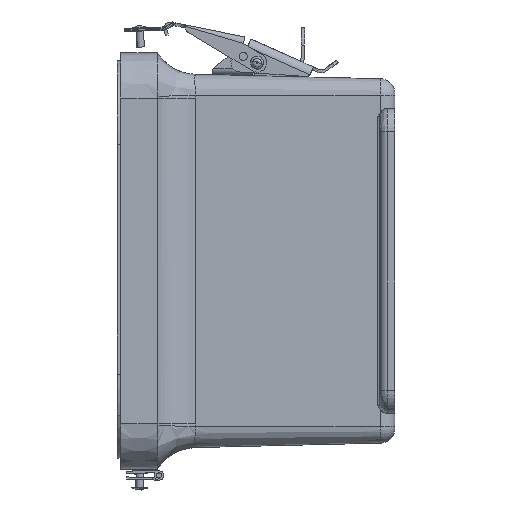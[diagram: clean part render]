
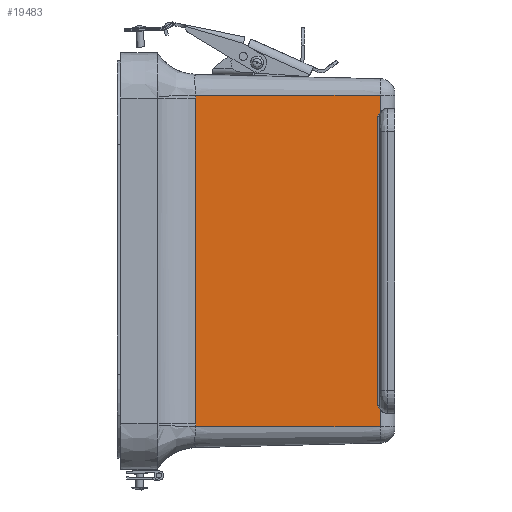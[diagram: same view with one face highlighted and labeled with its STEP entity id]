
A CAD part, left-side view. The second image highlights one B-rep face of the part: STEP entity #19483.
In plain terms, the highlighted face is planar.
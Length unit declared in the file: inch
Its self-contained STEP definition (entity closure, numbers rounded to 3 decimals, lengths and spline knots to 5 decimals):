
#352 = PLANE ( 'NONE',  #28921 ) ;
#1351 = VERTEX_POINT ( 'NONE', #19379 ) ;
#1651 = CARTESIAN_POINT ( 'NONE',  ( 3.99192, -2.71875, 4.25597 ) ) ;
#2503 = EDGE_CURVE ( 'NONE', #30742, #1351, #25664, .T. ) ;
#3117 = VERTEX_POINT ( 'NONE', #25062 ) ;
#3608 = CARTESIAN_POINT ( 'NONE',  ( 3.99242, 2.40782, 4.23514 ) ) ;
#3852 = CARTESIAN_POINT ( 'NONE',  ( 3.99228, 2.418, 4.24111 ) ) ;
#4344 = CARTESIAN_POINT ( 'NONE',  ( 3.992, 2.43499, 4.25244 ) ) ;
#4632 = ORIENTED_EDGE ( 'NONE', *, *, #45789, .T. ) ;
#4688 = B_SPLINE_CURVE_WITH_KNOTS ( 'NONE', 3,
 ( #22960, #4344, #15787, #3852, #27147, #34241, #12294, #41131, #11530, #3608, #41636, #18762, #26646 ),
 .UNSPECIFIED., .F., .F.,
 ( 4, 1, 1, 1, 1, 1, 2, 2, 4 ),
 ( 0., 0.25, 0.375, 0.4375, 0.46875, 0.48437, 0.49219, 0.5, 1. ),
 .UNSPECIFIED. ) ;
#5109 = CARTESIAN_POINT ( 'NONE',  ( 4.06428, 2.71875, 1.22687 ) ) ;
#5252 = LINE ( 'NONE', #32439, #42572 ) ;
#5370 = CARTESIAN_POINT ( 'NONE',  ( 4.06427, -2.67477, 1.2274 ) ) ;
#5633 = DIRECTION ( 'NONE',  ( 0., 1., 0. ) ) ;
#6364 = B_SPLINE_CURVE_WITH_KNOTS ( 'NONE', 3,
 ( #31366, #42914, #46376, #11825, #38244, #46622, #30878, #46139, #24227, #35504, #12830, #38482, #45885 ),
 .UNSPECIFIED., .F., .F.,
 ( 4, 1, 1, 1, 1, 1, 2, 2, 4 ),
 ( 0., 0.25, 0.375, 0.4375, 0.46875, 0.48438, 0.49219, 0.5, 1. ),
 .UNSPECIFIED. ) ;
#6842 = B_SPLINE_CURVE_WITH_KNOTS ( 'NONE', 3,
 ( #5109, #11806, #12310, #31347 ),
 .UNSPECIFIED., .F., .F.,
 ( 4, 4 ),
 ( 0., 1. ),
 .UNSPECIFIED. ) ;
#7047 = DIRECTION ( 'NONE',  ( 0.024, 0., -1. ) ) ;
#8014 = FACE_OUTER_BOUND ( 'NONE', #22049, .T. ) ;
#8864 = CARTESIAN_POINT ( 'NONE',  ( 3.99283, 2.71875, 4.218 ) ) ;
#9411 = EDGE_CURVE ( 'NONE', #45781, #26371, #46887, .T. ) ;
#9703 = DIRECTION ( 'NONE',  ( 0., 1., 0. ) ) ;
#9708 = VECTOR ( 'NONE', #5633, 39.37008 ) ;
#10877 = ORIENTED_EDGE ( 'NONE', *, *, #17892, .T. ) ;
#11071 = CARTESIAN_POINT ( 'NONE',  ( 3.99192, 2.71875, 4.25597 ) ) ;
#11530 = CARTESIAN_POINT ( 'NONE',  ( 3.99241, 2.40808, 4.23529 ) ) ;
#11565 = CARTESIAN_POINT ( 'NONE',  ( 3.99283, 2.375, 4.218 ) ) ;
#11806 = CARTESIAN_POINT ( 'NONE',  ( 4.06427, 2.7041, 1.22722 ) ) ;
#11825 = CARTESIAN_POINT ( 'NONE',  ( 3.99251, -2.40047, 4.23109 ) ) ;
#12153 = LINE ( 'NONE', #30706, #9708 ) ;
#12294 = CARTESIAN_POINT ( 'NONE',  ( 3.9924, 2.40903, 4.23583 ) ) ;
#12310 = CARTESIAN_POINT ( 'NONE',  ( 4.06427, 2.68944, 1.2274 ) ) ;
#12830 = CARTESIAN_POINT ( 'NONE',  ( 3.99226, -2.41985, 4.24194 ) ) ;
#13495 = CARTESIAN_POINT ( 'NONE',  ( 4.06427, -2.67477, 1.2274 ) ) ;
#13623 = EDGE_CURVE ( 'NONE', #31441, #45781, #4688, .T. ) ;
#13652 = DIRECTION ( 'NONE',  ( -0.024, 0., 1. ) ) ;
#15507 = DIRECTION ( 'NONE',  ( 0.024, 0., -1. ) ) ;
#15787 = CARTESIAN_POINT ( 'NONE',  ( 3.99213, 2.42762, 4.24718 ) ) ;
#16340 = CARTESIAN_POINT ( 'NONE',  ( 4.06427, -2.7041, 1.22722 ) ) ;
#16356 = CARTESIAN_POINT ( 'NONE',  ( 3.99192, -2.43951, 4.25597 ) ) ;
#16673 = VERTEX_POINT ( 'NONE', #42851 ) ;
#17057 = EDGE_CURVE ( 'NONE', #16673, #25688, #28725, .T. ) ;
#17747 = CARTESIAN_POINT ( 'NONE',  ( 4.06427, 2.71875, 1.2274 ) ) ;
#17892 = EDGE_CURVE ( 'NONE', #39398, #3117, #22672, .T. ) ;
#18459 = DIRECTION ( 'NONE',  ( 0., 1., 0. ) ) ;
#18762 = CARTESIAN_POINT ( 'NONE',  ( 3.99266, 2.38944, 4.22522 ) ) ;
#19227 = ORIENTED_EDGE ( 'NONE', *, *, #17057, .T. ) ;
#19379 = CARTESIAN_POINT ( 'NONE',  ( 4.06428, -2.71875, 1.22687 ) ) ;
#19447 = DIRECTION ( 'NONE',  ( 1., 0., 0.024 ) ) ;
#19483 = ADVANCED_FACE ( 'NONE', ( #8014 ), #352, .T. ) ;
#21721 = CARTESIAN_POINT ( 'NONE',  ( 4.09351, -2.71875, 0.00299 ) ) ;
#21826 = VERTEX_POINT ( 'NONE', #16356 ) ;
#22049 = EDGE_LOOP ( 'NONE', ( #23105, #4632, #23920, #26725, #45924, #10877, #42462, #19227, #30485, #31456 ) ) ;
#22610 = EDGE_CURVE ( 'NONE', #31441, #25688, #5252, .T. ) ;
#22672 = LINE ( 'NONE', #17747, #40419 ) ;
#22960 = CARTESIAN_POINT ( 'NONE',  ( 3.99192, 2.43951, 4.25597 ) ) ;
#23105 = ORIENTED_EDGE ( 'NONE', *, *, #9411, .T. ) ;
#23920 = ORIENTED_EDGE ( 'NONE', *, *, #30109, .F. ) ;
#23974 = CARTESIAN_POINT ( 'NONE',  ( 4.06427, -2.68944, 1.2274 ) ) ;
#24227 = CARTESIAN_POINT ( 'NONE',  ( 3.99242, -2.40747, 4.23494 ) ) ;
#25062 = CARTESIAN_POINT ( 'NONE',  ( 4.06427, 2.67477, 1.2274 ) ) ;
#25664 = LINE ( 'NONE', #21721, #44220 ) ;
#25688 = VERTEX_POINT ( 'NONE', #11071 ) ;
#26371 = VERTEX_POINT ( 'NONE', #46004 ) ;
#26646 = CARTESIAN_POINT ( 'NONE',  ( 3.99283, 2.375, 4.218 ) ) ;
#26725 = ORIENTED_EDGE ( 'NONE', *, *, #2503, .T. ) ;
#26864 = CARTESIAN_POINT ( 'NONE',  ( 4.09351, 2.71875, 0.00299 ) ) ;
#27147 = CARTESIAN_POINT ( 'NONE',  ( 3.99235, 2.41294, 4.23809 ) ) ;
#27785 = VECTOR ( 'NONE', #13652, 39.37008 ) ;
#27908 = CARTESIAN_POINT ( 'NONE',  ( 4.06428, -2.71875, 1.22687 ) ) ;
#28725 = LINE ( 'NONE', #28967, #27785 ) ;
#28921 = AXIS2_PLACEMENT_3D ( 'NONE', #26864, #19447, #15507 ) ;
#28967 = CARTESIAN_POINT ( 'NONE',  ( 4.09351, 2.71875, 0.00299 ) ) ;
#30109 = EDGE_CURVE ( 'NONE', #30742, #21826, #12153, .T. ) ;
#30485 = ORIENTED_EDGE ( 'NONE', *, *, #22610, .F. ) ;
#30706 = CARTESIAN_POINT ( 'NONE',  ( 3.99192, 1.35938, 4.25597 ) ) ;
#30742 = VERTEX_POINT ( 'NONE', #1651 ) ;
#30878 = CARTESIAN_POINT ( 'NONE',  ( 3.99243, -2.40688, 4.23461 ) ) ;
#31347 = CARTESIAN_POINT ( 'NONE',  ( 4.06427, 2.67477, 1.2274 ) ) ;
#31366 = CARTESIAN_POINT ( 'NONE',  ( 3.99283, -2.375, 4.218 ) ) ;
#31441 = VERTEX_POINT ( 'NONE', #43454 ) ;
#31456 = ORIENTED_EDGE ( 'NONE', *, *, #13623, .T. ) ;
#32439 = CARTESIAN_POINT ( 'NONE',  ( 3.99192, 1.35938, 4.25597 ) ) ;
#34065 = B_SPLINE_CURVE_WITH_KNOTS ( 'NONE', 3,
 ( #5370, #23974, #16340, #27908 ),
 .UNSPECIFIED., .F., .F.,
 ( 4, 4 ),
 ( 0., 1. ),
 .UNSPECIFIED. ) ;
#34241 = CARTESIAN_POINT ( 'NONE',  ( 3.99238, 2.41034, 4.23658 ) ) ;
#35504 = CARTESIAN_POINT ( 'NONE',  ( 3.99242, -2.40751, 4.23497 ) ) ;
#35516 = DIRECTION ( 'NONE',  ( 0., -1., 0. ) ) ;
#38244 = CARTESIAN_POINT ( 'NONE',  ( 3.99247, -2.40428, 4.23317 ) ) ;
#38449 = EDGE_CURVE ( 'NONE', #16673, #3117, #6842, .T. ) ;
#38482 = CARTESIAN_POINT ( 'NONE',  ( 3.99209, -2.43045, 4.24891 ) ) ;
#38824 = VECTOR ( 'NONE', #35516, 39.37008 ) ;
#39398 = VERTEX_POINT ( 'NONE', #13495 ) ;
#40419 = VECTOR ( 'NONE', #18459, 39.37008 ) ;
#41131 = CARTESIAN_POINT ( 'NONE',  ( 3.99241, 2.40846, 4.2355 ) ) ;
#41636 = CARTESIAN_POINT ( 'NONE',  ( 3.99252, 2.40034, 4.23091 ) ) ;
#42462 = ORIENTED_EDGE ( 'NONE', *, *, #38449, .F. ) ;
#42572 = VECTOR ( 'NONE', #9703, 39.37008 ) ;
#42851 = CARTESIAN_POINT ( 'NONE',  ( 4.06428, 2.71875, 1.22687 ) ) ;
#42914 = CARTESIAN_POINT ( 'NONE',  ( 3.99274, -2.38221, 4.22161 ) ) ;
#43454 = CARTESIAN_POINT ( 'NONE',  ( 3.99192, 2.43951, 4.25597 ) ) ;
#44220 = VECTOR ( 'NONE', #7047, 39.37008 ) ;
#45781 = VERTEX_POINT ( 'NONE', #11565 ) ;
#45788 = EDGE_CURVE ( 'NONE', #39398, #1351, #34065, .T. ) ;
#45789 = EDGE_CURVE ( 'NONE', #26371, #21826, #6364, .T. ) ;
#45885 = CARTESIAN_POINT ( 'NONE',  ( 3.99192, -2.43951, 4.25597 ) ) ;
#45924 = ORIENTED_EDGE ( 'NONE', *, *, #45788, .F. ) ;
#46004 = CARTESIAN_POINT ( 'NONE',  ( 3.99283, -2.375, 4.218 ) ) ;
#46139 = CARTESIAN_POINT ( 'NONE',  ( 3.99243, -2.40724, 4.23481 ) ) ;
#46376 = CARTESIAN_POINT ( 'NONE',  ( 3.99263, -2.39171, 4.22645 ) ) ;
#46622 = CARTESIAN_POINT ( 'NONE',  ( 3.99244, -2.40604, 4.23414 ) ) ;
#46887 = LINE ( 'NONE', #8864, #38824 ) ;
